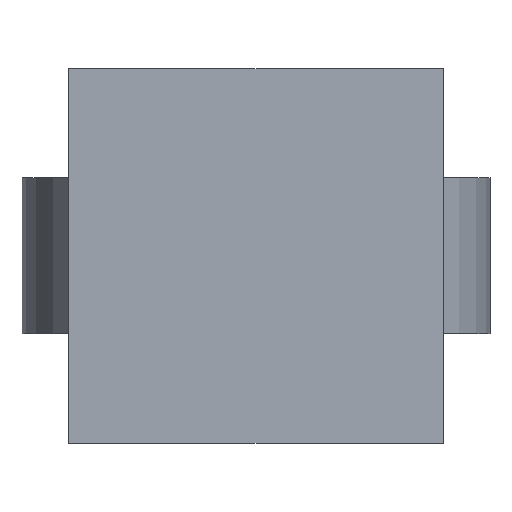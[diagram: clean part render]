
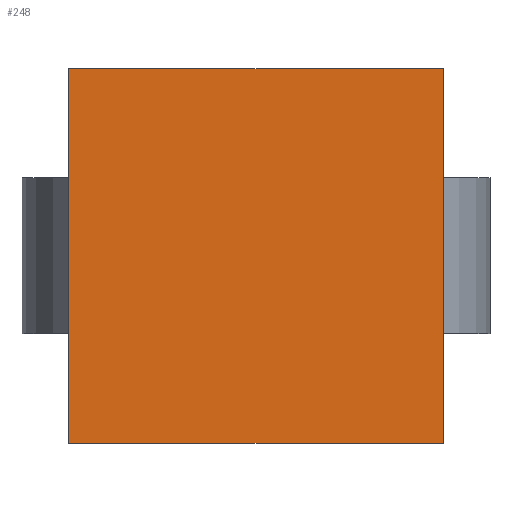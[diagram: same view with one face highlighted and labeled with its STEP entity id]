
A CAD part, front view. The second image highlights one B-rep face of the part: STEP entity #248.
In plain terms, the highlighted planar face has unit normal (0, -1, 0).
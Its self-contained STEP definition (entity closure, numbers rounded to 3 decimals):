
#9 = DIRECTION ( 'NONE',  ( 0., -1., 0. ) ) ;
#36 = CARTESIAN_POINT ( 'NONE',  ( -6., 0., -54. ) ) ;
#38 = CARTESIAN_POINT ( 'NONE',  ( 54., 0., -54. ) ) ;
#100 = LINE ( 'NONE', #36, #501 ) ;
#114 = VERTEX_POINT ( 'NONE', #557 ) ;
#148 = EDGE_CURVE ( 'NONE', #985, #198, #923, .T. ) ;
#164 = CARTESIAN_POINT ( 'NONE',  ( 54., 0., 6. ) ) ;
#198 = VERTEX_POINT ( 'NONE', #627 ) ;
#227 = FACE_OUTER_BOUND ( 'NONE', #831, .T. ) ;
#248 = ADVANCED_FACE ( 'PLANAR_20', ( #227 ), #306, .T. ) ;
#306 = PLANE ( 'NONE',  #336 ) ;
#336 = AXIS2_PLACEMENT_3D ( 'NONE', #921, #9, #777 ) ;
#418 = VECTOR ( 'NONE', #776, 1000. ) ;
#428 = ORIENTED_EDGE ( 'NONE', *, *, #521, .T. ) ;
#433 = ORIENTED_EDGE ( 'NONE', *, *, #657, .T. ) ;
#446 = ORIENTED_EDGE ( 'NONE', *, *, #783, .T. ) ;
#501 = VECTOR ( 'NONE', #506, 1000. ) ;
#506 = DIRECTION ( 'NONE',  ( 1., 0., 0. ) ) ;
#510 = VERTEX_POINT ( 'NONE', #727 ) ;
#521 = EDGE_CURVE ( 'NONE', #114, #985, #811, .T. ) ;
#557 = CARTESIAN_POINT ( 'NONE',  ( 54., 0., -54. ) ) ;
#569 = ORIENTED_EDGE ( 'NONE', *, *, #148, .T. ) ;
#602 = DIRECTION ( 'NONE',  ( 0., 0., -1. ) ) ;
#627 = CARTESIAN_POINT ( 'NONE',  ( -6., 0., 6. ) ) ;
#657 = EDGE_CURVE ( 'NONE', #198, #510, #902, .T. ) ;
#727 = CARTESIAN_POINT ( 'NONE',  ( -6., 0., -54. ) ) ;
#767 = CARTESIAN_POINT ( 'NONE',  ( -6., 0., 6. ) ) ;
#771 = VECTOR ( 'NONE', #602, 1000. ) ;
#776 = DIRECTION ( 'NONE',  ( -1., 0., 0. ) ) ;
#777 = DIRECTION ( 'NONE',  ( 0., 0., -1. ) ) ;
#783 = EDGE_CURVE ( 'NONE', #510, #114, #100, .T. ) ;
#811 = LINE ( 'NONE', #38, #973 ) ;
#831 = EDGE_LOOP ( 'NONE', ( #433, #446, #428, #569 ) ) ;
#902 = LINE ( 'NONE', #767, #771 ) ;
#921 = CARTESIAN_POINT ( 'NONE',  ( -6., 0., -54. ) ) ;
#923 = LINE ( 'NONE', #164, #418 ) ;
#932 = CARTESIAN_POINT ( 'NONE',  ( 54., 0., 6. ) ) ;
#965 = DIRECTION ( 'NONE',  ( 0., 0., 1. ) ) ;
#973 = VECTOR ( 'NONE', #965, 1000. ) ;
#985 = VERTEX_POINT ( 'NONE', #932 ) ;
